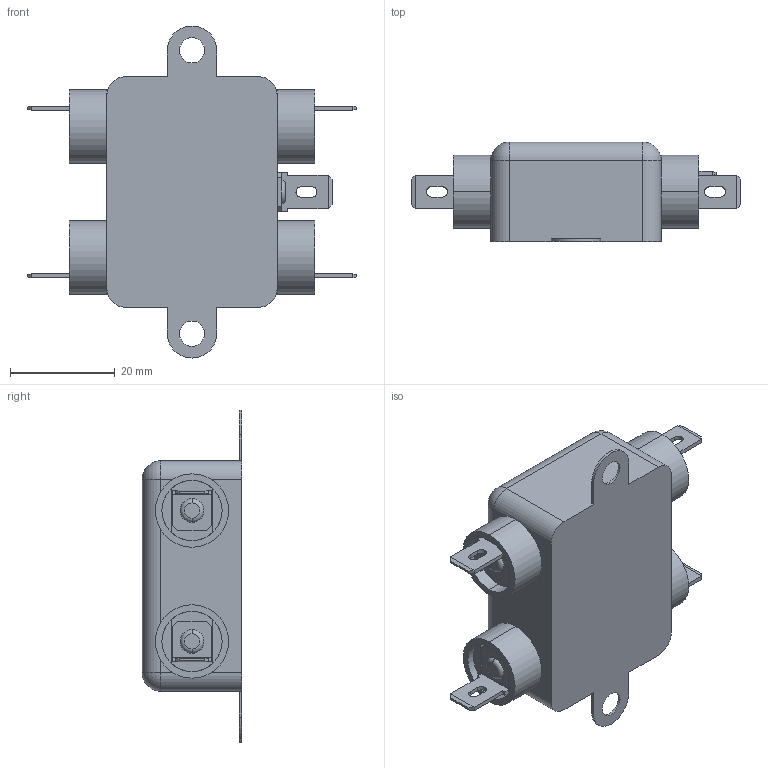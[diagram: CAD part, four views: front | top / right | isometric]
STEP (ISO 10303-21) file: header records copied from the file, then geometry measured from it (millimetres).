
FILE_DESCRIPTION (( 'STEP AP203' ), '1' );
FILE_NAME ('85105005.STEP', '2018-08-28T02:07:32', ( '' ), ( '' ), 'SwSTEP 2.0', 'SolidWorks 2016', '' );
FILE_SCHEMA (( 'CONFIG_CONTROL_DESIGN' ));
Length unit declared in the file: millimetre
Products named in the file (6): 3240070200; 3350190000; 3240100100; 85105005; 03DBAG5; 250 TERMINAL ASS''Y
Assembly tree (9 placements, depth 3):
  85105005
    03DBAG5
    250 TERMINAL ASS''Y  x4
      3240070200
      3350190000
      3240100100
    3350190000
Bounding box: 62.9 x 19 x 63.4 mm (x, y, z)
Volume: 31399.5 mm3; surface area: 12035.5 mm2
Topology: 14 solids, 14 shells, 423 faces, 1020 edges, 642 vertices
Faces by surface type: plane 213, cylinder 164, torus 42, sphere 4
Entity records: 4840 total; most frequent: DIRECTION 770, CARTESIAN_POINT 730, ORIENTED_EDGE 660, EDGE_CURVE 330, AXIS2_PLACEMENT_3D 294, VERTEX_POINT 206, LINE 182, VECTOR 182
